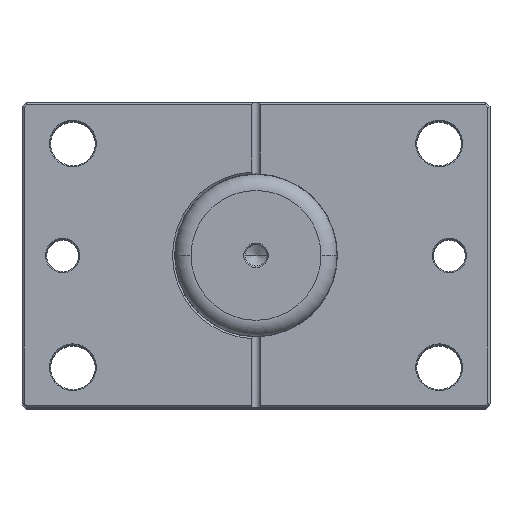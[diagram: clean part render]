
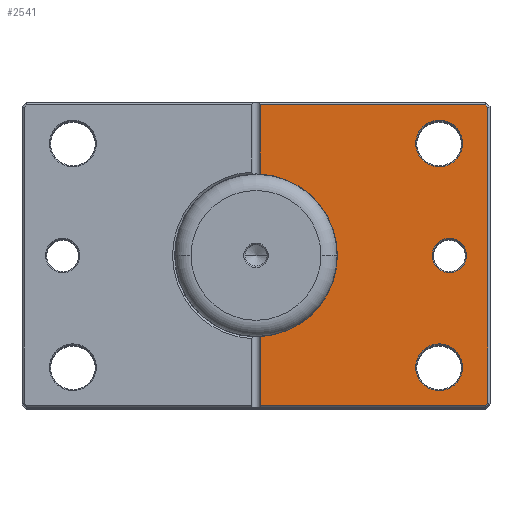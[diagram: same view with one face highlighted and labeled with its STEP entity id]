
A CAD part, top view. The second image highlights one B-rep face of the part: STEP entity #2541.
In plain terms, the highlighted face is planar.
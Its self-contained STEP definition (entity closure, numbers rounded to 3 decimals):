
#27 = DIRECTION ( 'NONE',  ( 1., 0., 0. ) ) ;
#91 = VERTEX_POINT ( 'NONE', #313 ) ;
#101 = CARTESIAN_POINT ( 'NONE',  ( -93.293, 93.293, 0. ) ) ;
#164 = EDGE_LOOP ( 'NONE', ( #1092, #3088 ) ) ;
#171 = EDGE_LOOP ( 'NONE', ( #2758, #4586 ) ) ;
#183 = CARTESIAN_POINT ( 'NONE',  ( 0., 0., 0. ) ) ;
#184 = CARTESIAN_POINT ( 'NONE',  ( -40., 0., 0. ) ) ;
#245 = AXIS2_PLACEMENT_3D ( 'NONE', #3359, #4478, #1147 ) ;
#246 = VERTEX_POINT ( 'NONE', #2965 ) ;
#258 = EDGE_CURVE ( 'NONE', #91, #4937, #6177, .T. ) ;
#301 = CARTESIAN_POINT ( 'NONE',  ( 0., 74., 0. ) ) ;
#313 = CARTESIAN_POINT ( 'NONE',  ( -2., 39.95, 0. ) ) ;
#370 = LINE ( 'NONE', #301, #1857 ) ;
#375 = CIRCLE ( 'NONE', #2599, 8.5 ) ;
#384 = VECTOR ( 'NONE', #6683, 1000. ) ;
#386 = AXIS2_PLACEMENT_3D ( 'NONE', #6066, #2700, #6646 ) ;
#494 = CIRCLE ( 'NONE', #386, 11.5 ) ;
#522 = CIRCLE ( 'NONE', #1341, 11.5 ) ;
#800 = FACE_BOUND ( 'NONE', #171, .T. ) ;
#825 = EDGE_CURVE ( 'NONE', #6715, #6966, #1870, .T. ) ;
#945 = VERTEX_POINT ( 'NONE', #1182 ) ;
#958 = CARTESIAN_POINT ( 'NONE',  ( -114., 0., 0. ) ) ;
#963 = VERTEX_POINT ( 'NONE', #2613 ) ;
#1067 = EDGE_CURVE ( 'NONE', #4937, #4860, #4224, .T. ) ;
#1092 = ORIENTED_EDGE ( 'NONE', *, *, #1230, .T. ) ;
#1147 = DIRECTION ( 'NONE',  ( 1., 0., 0. ) ) ;
#1182 = CARTESIAN_POINT ( 'NONE',  ( -2., 74., 0. ) ) ;
#1230 = EDGE_CURVE ( 'NONE', #6966, #6715, #375, .T. ) ;
#1341 = AXIS2_PLACEMENT_3D ( 'NONE', #5183, #1836, #5765 ) ;
#1350 = ORIENTED_EDGE ( 'NONE', *, *, #258, .T. ) ;
#1446 = DIRECTION ( 'NONE',  ( 0., -1., 0. ) ) ;
#1579 = EDGE_CURVE ( 'NONE', #963, #2083, #2660, .T. ) ;
#1701 = VECTOR ( 'NONE', #3999, 1000. ) ;
#1739 = VECTOR ( 'NONE', #6539, 1000. ) ;
#1820 = EDGE_CURVE ( 'NONE', #4860, #2657, #3699, .T. ) ;
#1836 = DIRECTION ( 'NONE',  ( 0., 0., 1. ) ) ;
#1857 = VECTOR ( 'NONE', #2519, 1000. ) ;
#1870 = CIRCLE ( 'NONE', #3251, 8.5 ) ;
#1885 = EDGE_CURVE ( 'NONE', #4983, #1886, #3352, .T. ) ;
#1886 = VERTEX_POINT ( 'NONE', #6636 ) ;
#2083 = VERTEX_POINT ( 'NONE', #4797 ) ;
#2296 = FACE_BOUND ( 'NONE', #164, .T. ) ;
#2297 = EDGE_CURVE ( 'NONE', #2657, #4310, #6705, .T. ) ;
#2316 = ORIENTED_EDGE ( 'NONE', *, *, #5168, .T. ) ;
#2409 = AXIS2_PLACEMENT_3D ( 'NONE', #183, #3503, #6887 ) ;
#2449 = CARTESIAN_POINT ( 'NONE',  ( -95., 0., 0. ) ) ;
#2489 = ORIENTED_EDGE ( 'NONE', *, *, #2297, .T. ) ;
#2508 = CARTESIAN_POINT ( 'NONE',  ( 0., -74., 0. ) ) ;
#2519 = DIRECTION ( 'NONE',  ( 1., 0., 0. ) ) ;
#2531 = CARTESIAN_POINT ( 'NONE',  ( -112.586, 74., 0. ) ) ;
#2541 = ADVANCED_FACE ( 'NONE', ( #2296, #800, #3781, #6615 ), #6162, .F. ) ;
#2599 = AXIS2_PLACEMENT_3D ( 'NONE', #2449, #3730, #5011 ) ;
#2613 = CARTESIAN_POINT ( 'NONE',  ( -78.5, 55., 0. ) ) ;
#2657 = VERTEX_POINT ( 'NONE', #2957 ) ;
#2660 = CIRCLE ( 'NONE', #5060, 11.5 ) ;
#2670 = ORIENTED_EDGE ( 'NONE', *, *, #1067, .T. ) ;
#2700 = DIRECTION ( 'NONE',  ( 0., 0., 1. ) ) ;
#2758 = ORIENTED_EDGE ( 'NONE', *, *, #6469, .T. ) ;
#2957 = CARTESIAN_POINT ( 'NONE',  ( -2., -74., 0. ) ) ;
#2965 = CARTESIAN_POINT ( 'NONE',  ( -101.5, -55., 0. ) ) ;
#3005 = ORIENTED_EDGE ( 'NONE', *, *, #1885, .T. ) ;
#3088 = ORIENTED_EDGE ( 'NONE', *, *, #825, .T. ) ;
#3191 = LINE ( 'NONE', #3669, #5842 ) ;
#3220 = LINE ( 'NONE', #4270, #1739 ) ;
#3251 = AXIS2_PLACEMENT_3D ( 'NONE', #4454, #3719, #3445 ) ;
#3349 = DIRECTION ( 'NONE',  ( 0., 0., 1. ) ) ;
#3352 = LINE ( 'NONE', #958, #384 ) ;
#3356 = CARTESIAN_POINT ( 'NONE',  ( -103.5, 0., 0. ) ) ;
#3359 = CARTESIAN_POINT ( 'NONE',  ( 0., 0., 0. ) ) ;
#3445 = DIRECTION ( 'NONE',  ( 1., 0., 0. ) ) ;
#3503 = DIRECTION ( 'NONE',  ( 0., 0., 1. ) ) ;
#3614 = ORIENTED_EDGE ( 'NONE', *, *, #7024, .T. ) ;
#3669 = CARTESIAN_POINT ( 'NONE',  ( -2., 75., 0. ) ) ;
#3699 = LINE ( 'NONE', #7233, #5201 ) ;
#3719 = DIRECTION ( 'NONE',  ( 0., 0., 1. ) ) ;
#3725 = EDGE_CURVE ( 'NONE', #5115, #945, #370, .T. ) ;
#3730 = DIRECTION ( 'NONE',  ( 0., 0., 1. ) ) ;
#3781 = FACE_BOUND ( 'NONE', #4544, .T. ) ;
#3999 = DIRECTION ( 'NONE',  ( 0.707, 0.707, 0. ) ) ;
#4102 = CARTESIAN_POINT ( 'NONE',  ( 0., 0., 0. ) ) ;
#4123 = CARTESIAN_POINT ( 'NONE',  ( -90., 55., 0. ) ) ;
#4134 = DIRECTION ( 'NONE',  ( 0., 0., 1. ) ) ;
#4148 = DIRECTION ( 'NONE',  ( 0., 0., 1. ) ) ;
#4224 = CIRCLE ( 'NONE', #4242, 40. ) ;
#4242 = AXIS2_PLACEMENT_3D ( 'NONE', #4102, #4148, #4276 ) ;
#4270 = CARTESIAN_POINT ( 'NONE',  ( -93.293, -93.293, 0. ) ) ;
#4276 = DIRECTION ( 'NONE',  ( 1., 0., 0. ) ) ;
#4310 = VERTEX_POINT ( 'NONE', #5617 ) ;
#4454 = CARTESIAN_POINT ( 'NONE',  ( -95., 0., 0. ) ) ;
#4459 = DIRECTION ( 'NONE',  ( 1., 0., 0. ) ) ;
#4478 = DIRECTION ( 'NONE',  ( 0., 0., 1. ) ) ;
#4544 = EDGE_LOOP ( 'NONE', ( #6269, #4951 ) ) ;
#4586 = ORIENTED_EDGE ( 'NONE', *, *, #6371, .T. ) ;
#4657 = CARTESIAN_POINT ( 'NONE',  ( -114., -72.586, 0. ) ) ;
#4755 = DIRECTION ( 'NONE',  ( -1., 0., 0. ) ) ;
#4797 = CARTESIAN_POINT ( 'NONE',  ( -101.5, 55., 0. ) ) ;
#4802 = CARTESIAN_POINT ( 'NONE',  ( -86.5, 0., 0. ) ) ;
#4860 = VERTEX_POINT ( 'NONE', #5694 ) ;
#4890 = AXIS2_PLACEMENT_3D ( 'NONE', #6734, #3349, #27 ) ;
#4908 = EDGE_CURVE ( 'NONE', #2083, #963, #522, .T. ) ;
#4937 = VERTEX_POINT ( 'NONE', #184 ) ;
#4951 = ORIENTED_EDGE ( 'NONE', *, *, #1579, .T. ) ;
#4983 = VERTEX_POINT ( 'NONE', #4657 ) ;
#5011 = DIRECTION ( 'NONE',  ( 1., 0., 0. ) ) ;
#5031 = ORIENTED_EDGE ( 'NONE', *, *, #3725, .T. ) ;
#5060 = AXIS2_PLACEMENT_3D ( 'NONE', #4123, #4134, #4459 ) ;
#5115 = VERTEX_POINT ( 'NONE', #2531 ) ;
#5125 = ORIENTED_EDGE ( 'NONE', *, *, #1820, .T. ) ;
#5168 = EDGE_CURVE ( 'NONE', #4310, #4983, #3220, .T. ) ;
#5183 = CARTESIAN_POINT ( 'NONE',  ( -90., 55., 0. ) ) ;
#5194 = VECTOR ( 'NONE', #4755, 1000. ) ;
#5201 = VECTOR ( 'NONE', #5870, 1000. ) ;
#5217 = CIRCLE ( 'NONE', #4890, 11.5 ) ;
#5617 = CARTESIAN_POINT ( 'NONE',  ( -112.586, -74., 0. ) ) ;
#5694 = CARTESIAN_POINT ( 'NONE',  ( -2., -39.95, 0. ) ) ;
#5765 = DIRECTION ( 'NONE',  ( 1., 0., 0. ) ) ;
#5830 = LINE ( 'NONE', #101, #1701 ) ;
#5842 = VECTOR ( 'NONE', #1446, 1000. ) ;
#5870 = DIRECTION ( 'NONE',  ( 0., -1., 0. ) ) ;
#6066 = CARTESIAN_POINT ( 'NONE',  ( -90., -55., 0. ) ) ;
#6162 = PLANE ( 'NONE',  #245 ) ;
#6177 = CIRCLE ( 'NONE', #2409, 40. ) ;
#6227 = EDGE_CURVE ( 'NONE', #945, #91, #3191, .T. ) ;
#6269 = ORIENTED_EDGE ( 'NONE', *, *, #4908, .T. ) ;
#6371 = EDGE_CURVE ( 'NONE', #6611, #246, #494, .T. ) ;
#6441 = EDGE_LOOP ( 'NONE', ( #3614, #5031, #6974, #1350, #2670, #5125, #2489, #2316, #3005 ) ) ;
#6469 = EDGE_CURVE ( 'NONE', #246, #6611, #5217, .T. ) ;
#6539 = DIRECTION ( 'NONE',  ( -0.707, 0.707, 0. ) ) ;
#6611 = VERTEX_POINT ( 'NONE', #6851 ) ;
#6615 = FACE_OUTER_BOUND ( 'NONE', #6441, .T. ) ;
#6636 = CARTESIAN_POINT ( 'NONE',  ( -114., 72.586, 0. ) ) ;
#6646 = DIRECTION ( 'NONE',  ( 1., 0., 0. ) ) ;
#6683 = DIRECTION ( 'NONE',  ( 0., 1., 0. ) ) ;
#6705 = LINE ( 'NONE', #2508, #5194 ) ;
#6715 = VERTEX_POINT ( 'NONE', #4802 ) ;
#6734 = CARTESIAN_POINT ( 'NONE',  ( -90., -55., 0. ) ) ;
#6851 = CARTESIAN_POINT ( 'NONE',  ( -78.5, -55., 0. ) ) ;
#6887 = DIRECTION ( 'NONE',  ( 1., 0., 0. ) ) ;
#6966 = VERTEX_POINT ( 'NONE', #3356 ) ;
#6974 = ORIENTED_EDGE ( 'NONE', *, *, #6227, .T. ) ;
#7024 = EDGE_CURVE ( 'NONE', #1886, #5115, #5830, .T. ) ;
#7233 = CARTESIAN_POINT ( 'NONE',  ( -2., 75., 0. ) ) ;
